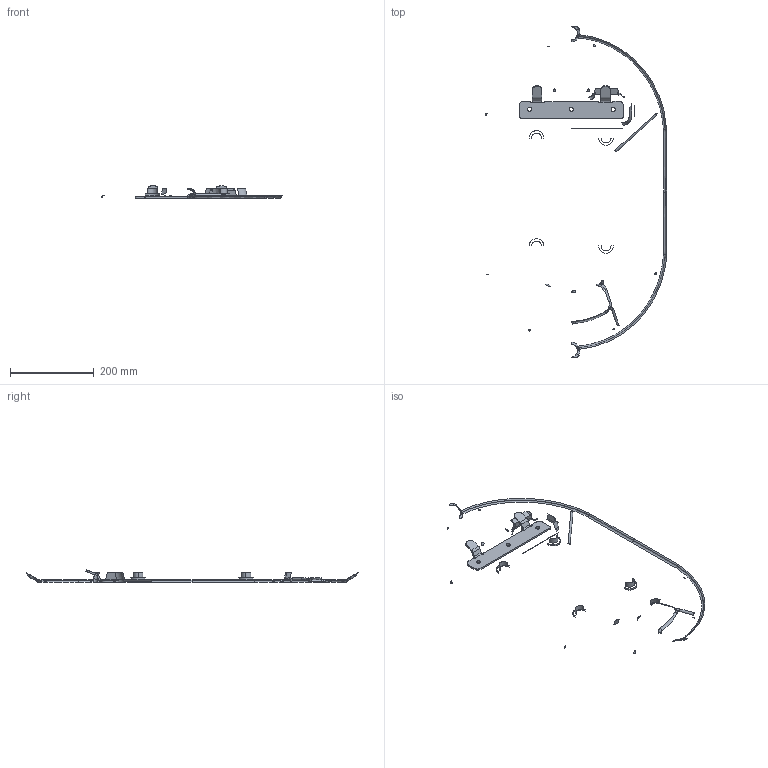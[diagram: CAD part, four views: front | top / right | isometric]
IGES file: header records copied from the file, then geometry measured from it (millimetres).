
Start section: SolidWorks IGES file using analytic representation for surfaces
Global section: file name: 7308-2.IGS; native system: SolidWorks 2021; preprocessor: SolidWorks 2021; author: serpil.sengor; date: 210705.140925; units: millimetre
Bounding box: 434.87 x 794.46 x 29.38 mm (x, y, z)
Surface area: 47703.8 mm2 (no closed solid volume)
Topology: 0 solids, 0 shells, 143 faces, 1454 edges, 1441 vertices
Faces by surface type: bspline 82, revolution 61
